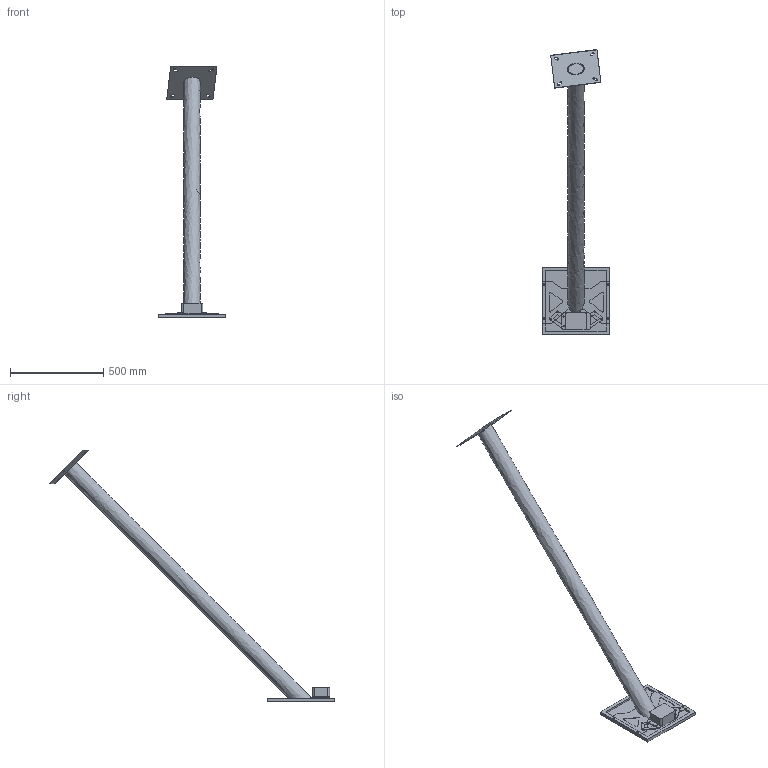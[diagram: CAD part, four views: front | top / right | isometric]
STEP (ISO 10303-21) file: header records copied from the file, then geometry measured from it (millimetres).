
FILE_DESCRIPTION(/* description */ (''),/* implementation_level */ '2;1');
FILE_NAME(/* name */ '',/* time_stamp */ '2023-07-24T17:59:46+07:00',/* author */ (''),/* organization */ (''),/* preprocessor_version */ 'ST-DEVELOPER v19.2',/* originating_system */ 'Autodesk Translation Framework v12.6.0.85',/* authorisation */ '');
FILE_SCHEMA (('AUTOMOTIVE_DESIGN { 1 0 10303 214 3 1 1 }'));
Length unit declared in the file: millimetre
Products named in the file (7): (Unsaved); Component1; Component2; Component3; Component4; Component5; Component6
Assembly tree (6 placements, depth 2):
  (Unsaved)
    Component1
    Component2
    Component3
    Component4
    Component5
    Component6
Bounding box: 361.69 x 1525.12 x 1348.1 mm (x, y, z)
Volume: 4150736.4 mm3; surface area: 1537551.3 mm2
Topology: 7 solids, 7 shells, 158 faces, 429 edges, 286 vertices
Faces by surface type: plane 90, cylinder 64, bspline 4
Full cylindrical faces by diameter (mm): 6.3 x14
Entity records: 5373 total; most frequent: CARTESIAN_POINT 932, DIRECTION 899, ORIENTED_EDGE 858, EDGE_CURVE 429, AXIS2_PLACEMENT_3D 305, LINE 289, VECTOR 289, VERTEX_POINT 286
